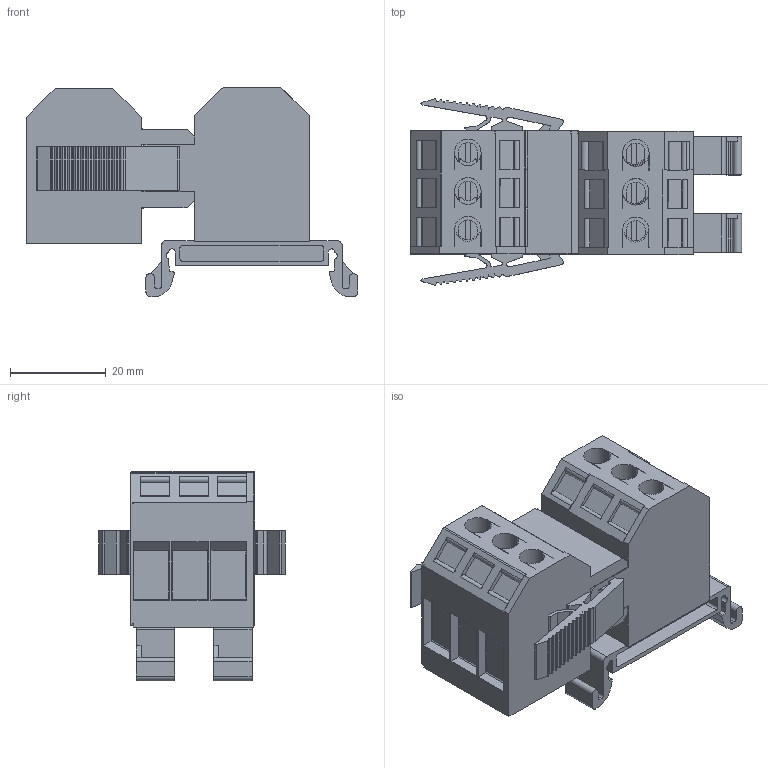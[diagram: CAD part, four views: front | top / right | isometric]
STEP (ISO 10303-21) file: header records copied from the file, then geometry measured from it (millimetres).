
FILE_DESCRIPTION(/* description */ ('Unknown'),/* implementation_level */ '2;1');
FILE_NAME(/* name */ 'PS8M-3W_3D_SOLID',/* time_stamp */ '2025-02-21T10:55:46+05:00',/* author */ ('Unknown'),/* organization */ ('Unknown'),/* preprocessor_version */ 'ST-DEVELOPER v16.7',/* originating_system */ 'Solid Edge',/* authorisation */ 'Unknown');
FILE_SCHEMA (('AUTOMOTIVE_DESIGN {1 0 10303 214 3 1 1}'));
Length unit declared in the file: millimetre
Products named in the file (1): PS8M-3W_3D_SOLID
Bounding box: 69.06 x 38.8 x 43.7 mm (x, y, z)
Volume: 42838.2 mm3; surface area: 16133.5 mm2
Topology: 1 solids, 1 shells, 850 faces, 2525 edges, 1665 vertices
Faces by surface type: plane 589, cylinder 249, torus 12
Entity records: 28588 total; most frequent: CARTESIAN_POINT 5220, ORIENTED_EDGE 5050, DIRECTION 4756, EDGE_CURVE 2525, LINE 1902, VECTOR 1902, VERTEX_POINT 1665, AXIS2_PLACEMENT_3D 1427
